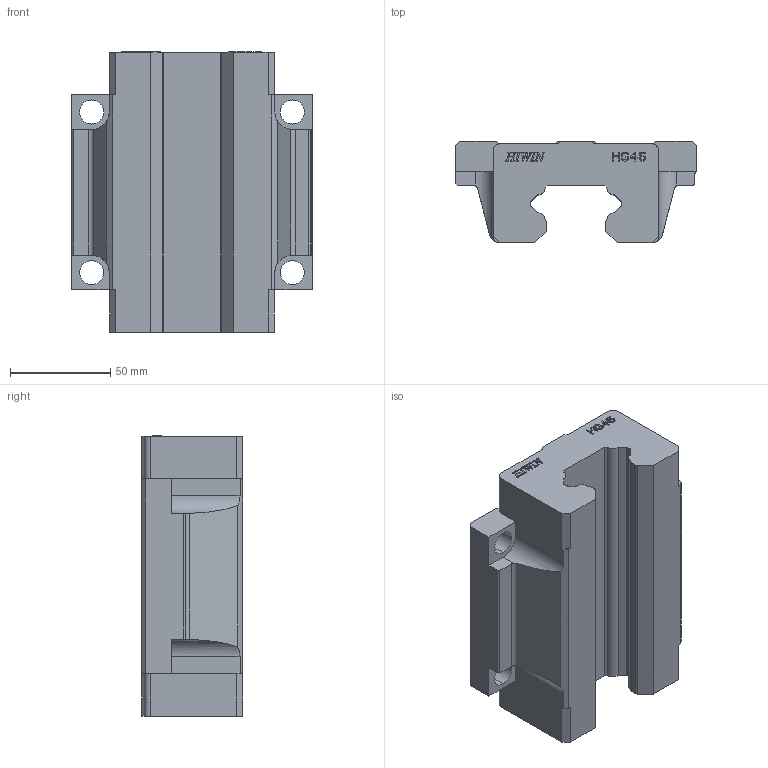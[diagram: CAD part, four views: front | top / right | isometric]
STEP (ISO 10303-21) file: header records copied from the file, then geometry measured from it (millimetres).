
FILE_DESCRIPTION (( 'STEP AP203' ), '1' );
FILE_NAME ('HGW45CC.STEP', '2007-01-11T14:42:12', ( 'HIWIN GmbH' ), ( '77654 Offenburg' ), 'SwSTEP 2.0', 'SolidWorks 2006104', '' );
FILE_SCHEMA (( 'CONFIG_CONTROL_DESIGN' ));
Length unit declared in the file: millimetre
Products named in the file (1): HGW45CC
Bounding box: 120 x 50.5 x 139.7 mm (x, y, z)
Volume: 509136 mm3; surface area: 61109.1 mm2
Topology: 1 solids, 1 shells, 356 faces, 1032 edges, 688 vertices
Faces by surface type: plane 264, bspline 60, cylinder 32
Entity records: 12937 total; most frequent: CARTESIAN_POINT 3837, ORIENTED_EDGE 2064, DIRECTION 1554, EDGE_CURVE 1032, VECTOR 840, LINE 840, VERTEX_POINT 688, EDGE_LOOP 374
